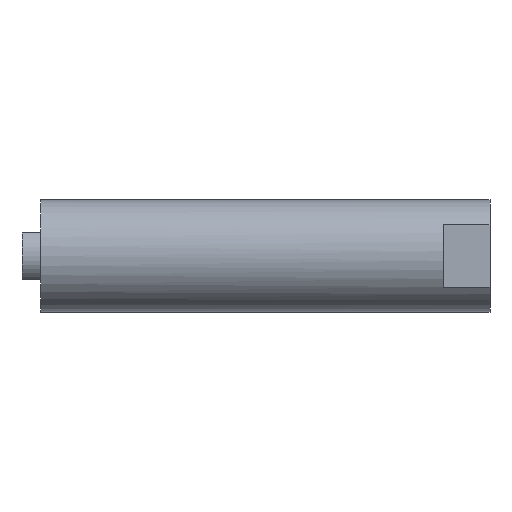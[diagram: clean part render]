
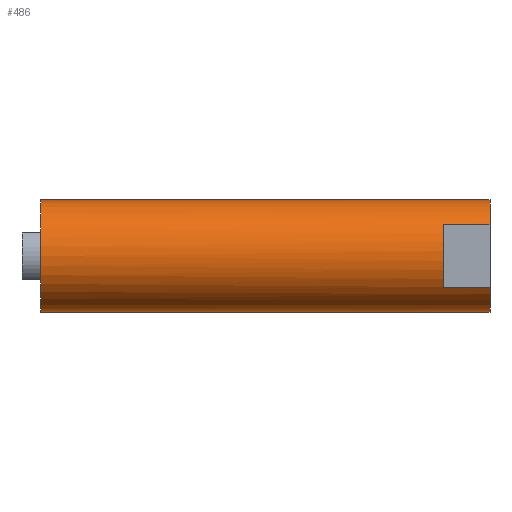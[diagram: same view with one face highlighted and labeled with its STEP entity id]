
A CAD part, left-side view. The second image highlights one B-rep face of the part: STEP entity #486.
In plain terms, the highlighted cylindrical face has radius 6 mm (diameter 12 mm), a partial arc.
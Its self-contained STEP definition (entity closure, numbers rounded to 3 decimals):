
#4 = EDGE_CURVE ( 'NONE', #854, #921, #126, .T. ) ;
#10 = EDGE_CURVE ( 'NONE', #924, #879, #100, .T. ) ;
#15 = EDGE_CURVE ( 'NONE', #795, #867, #127, .T. ) ;
#17 = EDGE_CURVE ( 'NONE', #795, #925, #124, .T. ) ;
#45 = EDGE_CURVE ( 'NONE', #854, #831, #382, .T. ) ;
#64 = CARTESIAN_POINT ( 'NONE',  ( -5., 0., -3.317 ) ) ;
#100 = CIRCLE ( 'NONE', #322, 6. ) ;
#124 = LINE ( 'NONE', #617, #132 ) ;
#126 = CIRCLE ( 'NONE', #328, 6. ) ;
#127 = CIRCLE ( 'NONE', #321, 6. ) ;
#132 = VECTOR ( 'NONE', #624, 1000. ) ;
#143 = DIRECTION ( 'NONE',  ( 0., -1., 0. ) ) ;
#144 = CARTESIAN_POINT ( 'NONE',  ( -5., 5., -3.317 ) ) ;
#177 = ORIENTED_EDGE ( 'NONE', *, *, #540, .F. ) ;
#204 = ORIENTED_EDGE ( 'NONE', *, *, #15, .F. ) ;
#215 = AXIS2_PLACEMENT_3D ( 'NONE', #584, #583, #581 ) ;
#235 = AXIS2_PLACEMENT_3D ( 'NONE', #534, #536, #515 ) ;
#272 = DIRECTION ( 'NONE',  ( 0., 0., -1. ) ) ;
#273 = DIRECTION ( 'NONE',  ( 0., -1., 0. ) ) ;
#274 = CARTESIAN_POINT ( 'NONE',  ( 0., 48., 0. ) ) ;
#321 = AXIS2_PLACEMENT_3D ( 'NONE', #622, #621, #619 ) ;
#322 = AXIS2_PLACEMENT_3D ( 'NONE', #647, #648, #596 ) ;
#328 = AXIS2_PLACEMENT_3D ( 'NONE', #274, #273, #272 ) ;
#342 = EDGE_CURVE ( 'NONE', #921, #879, #1122, .T. ) ;
#346 = VECTOR ( 'NONE', #1215, 1000. ) ;
#382 = LINE ( 'NONE', #1212, #346 ) ;
#424 = DIRECTION ( 'NONE',  ( 0., -1., 0. ) ) ;
#425 = CARTESIAN_POINT ( 'NONE',  ( 0., 0., -6. ) ) ;
#486 = ADVANCED_FACE ( 'NONE', ( #559 ), #561, .T. ) ;
#512 = CARTESIAN_POINT ( 'NONE',  ( 0., 48., -6. ) ) ;
#515 = DIRECTION ( 'NONE',  ( 0., 0., -1. ) ) ;
#534 = CARTESIAN_POINT ( 'NONE',  ( 0., 0., 0. ) ) ;
#536 = DIRECTION ( 'NONE',  ( 0., -1., 0. ) ) ;
#539 = EDGE_CURVE ( 'NONE', #867, #924, #1151, .T. ) ;
#540 = EDGE_CURVE ( 'NONE', #831, #925, #1156, .T. ) ;
#559 = FACE_OUTER_BOUND ( 'NONE', #872, .T. ) ;
#561 = CYLINDRICAL_SURFACE ( 'NONE', #235, 6. ) ;
#581 = DIRECTION ( 'NONE',  ( 0., 0., -1. ) ) ;
#583 = DIRECTION ( 'NONE',  ( 0., -1., 0. ) ) ;
#584 = CARTESIAN_POINT ( 'NONE',  ( 0., 0., 0. ) ) ;
#587 = CARTESIAN_POINT ( 'NONE',  ( -5., 5., 3.317 ) ) ;
#596 = DIRECTION ( 'NONE',  ( 0., 0., -1. ) ) ;
#617 = CARTESIAN_POINT ( 'NONE',  ( -5., 5., 3.317 ) ) ;
#619 = DIRECTION ( 'NONE',  ( 0., 0., -1. ) ) ;
#621 = DIRECTION ( 'NONE',  ( 0., -1., 0. ) ) ;
#622 = CARTESIAN_POINT ( 'NONE',  ( 0., 5., 0. ) ) ;
#624 = DIRECTION ( 'NONE',  ( 0., -1., 0. ) ) ;
#647 = CARTESIAN_POINT ( 'NONE',  ( 0., 0., 0. ) ) ;
#648 = DIRECTION ( 'NONE',  ( 0., -1., 0. ) ) ;
#726 = ORIENTED_EDGE ( 'NONE', *, *, #45, .F. ) ;
#728 = ORIENTED_EDGE ( 'NONE', *, *, #342, .T. ) ;
#729 = ORIENTED_EDGE ( 'NONE', *, *, #4, .T. ) ;
#731 = ORIENTED_EDGE ( 'NONE', *, *, #539, .F. ) ;
#732 = ORIENTED_EDGE ( 'NONE', *, *, #10, .F. ) ;
#734 = ORIENTED_EDGE ( 'NONE', *, *, #17, .T. ) ;
#781 = CARTESIAN_POINT ( 'NONE',  ( 0., 48., 6. ) ) ;
#782 = CARTESIAN_POINT ( 'NONE',  ( 0., 0., 6. ) ) ;
#787 = CARTESIAN_POINT ( 'NONE',  ( -5., 5., -3.317 ) ) ;
#795 = VERTEX_POINT ( 'NONE', #587 ) ;
#831 = VERTEX_POINT ( 'NONE', #782 ) ;
#854 = VERTEX_POINT ( 'NONE', #781 ) ;
#867 = VERTEX_POINT ( 'NONE', #787 ) ;
#872 = EDGE_LOOP ( 'NONE', ( #726, #729, #728, #732, #731, #204, #734, #177 ) ) ;
#879 = VERTEX_POINT ( 'NONE', #961 ) ;
#921 = VERTEX_POINT ( 'NONE', #512 ) ;
#924 = VERTEX_POINT ( 'NONE', #64 ) ;
#925 = VERTEX_POINT ( 'NONE', #1135 ) ;
#961 = CARTESIAN_POINT ( 'NONE',  ( 0., 0., -6. ) ) ;
#1119 = VECTOR ( 'NONE', #424, 1000. ) ;
#1122 = LINE ( 'NONE', #425, #1119 ) ;
#1135 = CARTESIAN_POINT ( 'NONE',  ( -5., 0., 3.317 ) ) ;
#1151 = LINE ( 'NONE', #144, #1154 ) ;
#1154 = VECTOR ( 'NONE', #143, 1000. ) ;
#1156 = CIRCLE ( 'NONE', #215, 6. ) ;
#1212 = CARTESIAN_POINT ( 'NONE',  ( 0., 0., 6. ) ) ;
#1215 = DIRECTION ( 'NONE',  ( 0., -1., 0. ) ) ;
